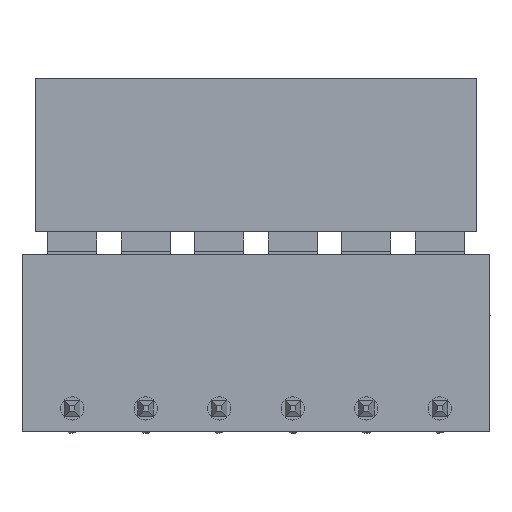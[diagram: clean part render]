
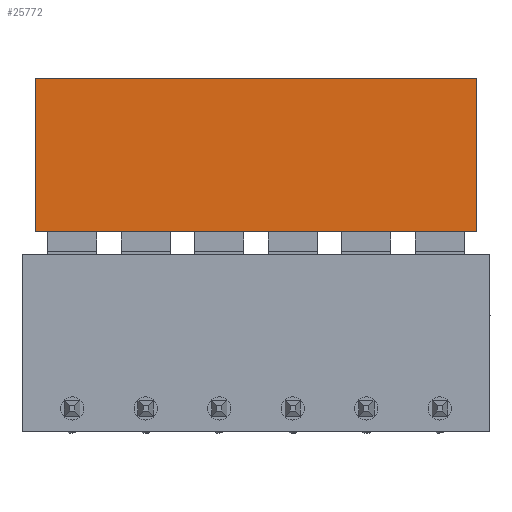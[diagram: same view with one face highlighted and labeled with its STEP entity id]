
A CAD part, front view. The second image highlights one B-rep face of the part: STEP entity #25772.
In plain terms, the highlighted planar face has unit normal (0, -1, 0).
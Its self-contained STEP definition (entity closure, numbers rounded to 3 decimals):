
#193 = EDGE_CURVE ( 'NONE', #26494, #15182, #16410, .T. ) ;
#308 = EDGE_CURVE ( 'NONE', #309, #4485, #20314, .T. ) ;
#309 = VERTEX_POINT ( 'NONE', #8311 ) ;
#726 = CARTESIAN_POINT ( 'NONE',  ( 0.695, -3.22, 5.15 ) ) ;
#1386 = ORIENTED_EDGE ( 'NONE', *, *, #193, .T. ) ;
#2471 = DIRECTION ( 'NONE',  ( 0., 0., -1. ) ) ;
#2538 = ORIENTED_EDGE ( 'NONE', *, *, #29563, .T. ) ;
#2545 = ORIENTED_EDGE ( 'NONE', *, *, #22315, .T. ) ;
#3225 = AXIS2_PLACEMENT_3D ( 'NONE', #28582, #9457, #4263 ) ;
#4263 = DIRECTION ( 'NONE',  ( 0., 0., -1. ) ) ;
#4485 = VERTEX_POINT ( 'NONE', #15035 ) ;
#6346 = DIRECTION ( 'NONE',  ( -1., 0., 0. ) ) ;
#8311 = CARTESIAN_POINT ( 'NONE',  ( 23.555, -3.22, 5.15 ) ) ;
#8706 = LINE ( 'NONE', #23582, #11623 ) ;
#8877 = CARTESIAN_POINT ( 'NONE',  ( 0.695, -3.22, 13.1 ) ) ;
#8917 = LINE ( 'NONE', #16362, #26969 ) ;
#8980 = PLANE ( 'NONE',  #3225 ) ;
#9457 = DIRECTION ( 'NONE',  ( 0., -1., 0. ) ) ;
#11321 = DIRECTION ( 'NONE',  ( 0., 0., 1. ) ) ;
#11623 = VECTOR ( 'NONE', #6346, 1000. ) ;
#13645 = EDGE_LOOP ( 'NONE', ( #2545, #1386, #2538, #24835 ) ) ;
#13835 = DIRECTION ( 'NONE',  ( 1., 0., 0. ) ) ;
#15035 = CARTESIAN_POINT ( 'NONE',  ( 23.555, -3.22, 13.1 ) ) ;
#15182 = VERTEX_POINT ( 'NONE', #726 ) ;
#16362 = CARTESIAN_POINT ( 'NONE',  ( 0.695, -3.22, 5.15 ) ) ;
#16410 = LINE ( 'NONE', #28719, #25881 ) ;
#20314 = LINE ( 'NONE', #30561, #28912 ) ;
#22315 = EDGE_CURVE ( 'NONE', #4485, #26494, #8706, .T. ) ;
#23582 = CARTESIAN_POINT ( 'NONE',  ( 0.695, -3.22, 13.1 ) ) ;
#24835 = ORIENTED_EDGE ( 'NONE', *, *, #308, .T. ) ;
#25772 = ADVANCED_FACE ( 'NONE', ( #31075 ), #8980, .T. ) ;
#25881 = VECTOR ( 'NONE', #2471, 1000. ) ;
#26494 = VERTEX_POINT ( 'NONE', #8877 ) ;
#26969 = VECTOR ( 'NONE', #13835, 1000. ) ;
#28582 = CARTESIAN_POINT ( 'NONE',  ( 0.695, -3.22, 9.15 ) ) ;
#28719 = CARTESIAN_POINT ( 'NONE',  ( 0.695, -3.22, 9.15 ) ) ;
#28912 = VECTOR ( 'NONE', #11321, 1000. ) ;
#29563 = EDGE_CURVE ( 'NONE', #15182, #309, #8917, .T. ) ;
#30561 = CARTESIAN_POINT ( 'NONE',  ( 23.555, -3.22, 9.15 ) ) ;
#31075 = FACE_OUTER_BOUND ( 'NONE', #13645, .T. ) ;
